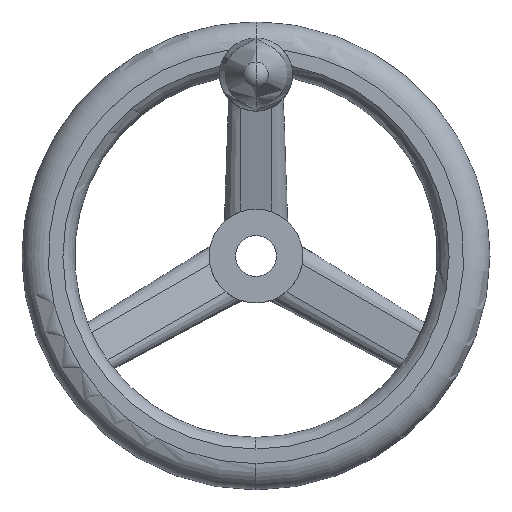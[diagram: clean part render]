
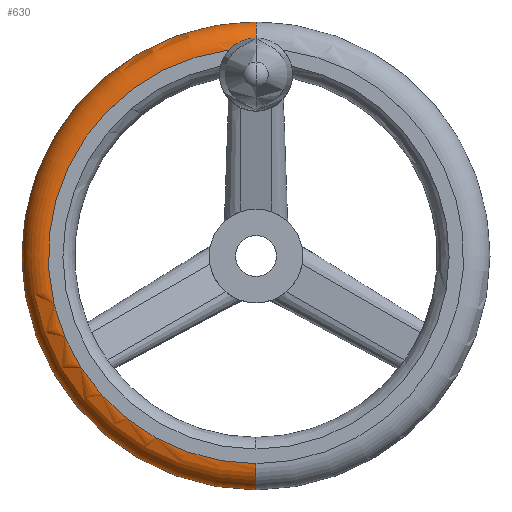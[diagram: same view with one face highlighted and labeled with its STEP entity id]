
A CAD part, top view. The second image highlights one B-rep face of the part: STEP entity #630.
In plain terms, the highlighted toroidal (fillet/blend) face has major radius 71 mm and minor radius 9 mm.
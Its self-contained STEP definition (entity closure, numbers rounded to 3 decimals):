
#388=VERTEX_POINT('',#939);
#394=EDGE_CURVE('',#676,#388,#945,.T.);
#420=EDGE_CURVE('',#688,#680,#973,.T.);
#462=EDGE_CURVE('',#676,#670,#1018,.T.);
#630=ADVANCED_FACE('',(#1204),#1205,.T.);
#670=VERTEX_POINT('',#1248);
#672=EDGE_CURVE('',#680,#670,#1250,.T.);
#676=VERTEX_POINT('',#1254);
#680=VERTEX_POINT('',#1258);
#686=EDGE_CURVE('',#688,#388,#1264,.T.);
#688=VERTEX_POINT('',#1266);
#939=CARTESIAN_POINT('',(0.,-80.0,31.0));
#945=CIRCLE('',#1734,80.0);
#973=CIRCLE('',#1809,71.0);
#1018=CIRCLE('',#1951,9.0);
#1204=FACE_OUTER_BOUND('',#2403,.T.);
#1205=TOROIDAL_SURFACE('',#2404,71.0,9.0);
#1248=CARTESIAN_POINT('',(0.,71.0,40.0));
#1250=CIRCLE('',#2471,71.0);
#1254=CARTESIAN_POINT('',(0.,80.0,31.0));
#1258=CARTESIAN_POINT('',(-9.263,70.393,40.));
#1264=CIRCLE('',#2489,9.0);
#1266=CARTESIAN_POINT('',(0.,-71.0,40.0));
#1734=AXIS2_PLACEMENT_3D('',#2916,#2917,#2918);
#1809=AXIS2_PLACEMENT_3D('',#2952,#2953,#2954);
#1951=AXIS2_PLACEMENT_3D('',#3008,#3009,#3010);
#2403=EDGE_LOOP('',(#3236,#3237,#3238,#3239,#3240));
#2404=AXIS2_PLACEMENT_3D('',#3241,#3242,#3243);
#2471=AXIS2_PLACEMENT_3D('',#3277,#3278,#3279);
#2489=AXIS2_PLACEMENT_3D('',#3284,#3285,#3286);
#2916=CARTESIAN_POINT('',(0.,0.,31.0));
#2917=DIRECTION('',(0.,0.,1.0));
#2918=DIRECTION('',(1.0,0.0,0.));
#2952=CARTESIAN_POINT('',(0.,0.,40.0));
#2953=DIRECTION('',(0.,0.,-1.0));
#2954=DIRECTION('',(0.,1.0,0.));
#3008=CARTESIAN_POINT('',(0.,71.0,31.0));
#3009=DIRECTION('',(1.0,0.,0.));
#3010=DIRECTION('',(0.,1.0,0.));
#3236=ORIENTED_EDGE('',*,*,#394,.T.);
#3237=ORIENTED_EDGE('',*,*,#686,.F.);
#3238=ORIENTED_EDGE('',*,*,#420,.T.);
#3239=ORIENTED_EDGE('',*,*,#672,.T.);
#3240=ORIENTED_EDGE('',*,*,#462,.F.);
#3241=CARTESIAN_POINT('',(0.,0.,31.0));
#3242=DIRECTION('',(0.,0.,1.0));
#3243=DIRECTION('',(0.,1.0,0.0));
#3277=CARTESIAN_POINT('',(0.,0.,40.0));
#3278=DIRECTION('',(0.,0.,-1.0));
#3279=DIRECTION('',(0.,1.0,0.));
#3284=CARTESIAN_POINT('',(0.,-71.0,31.0));
#3285=DIRECTION('',(1.0,0.,0.));
#3286=DIRECTION('',(0.,-1.0,0.));
